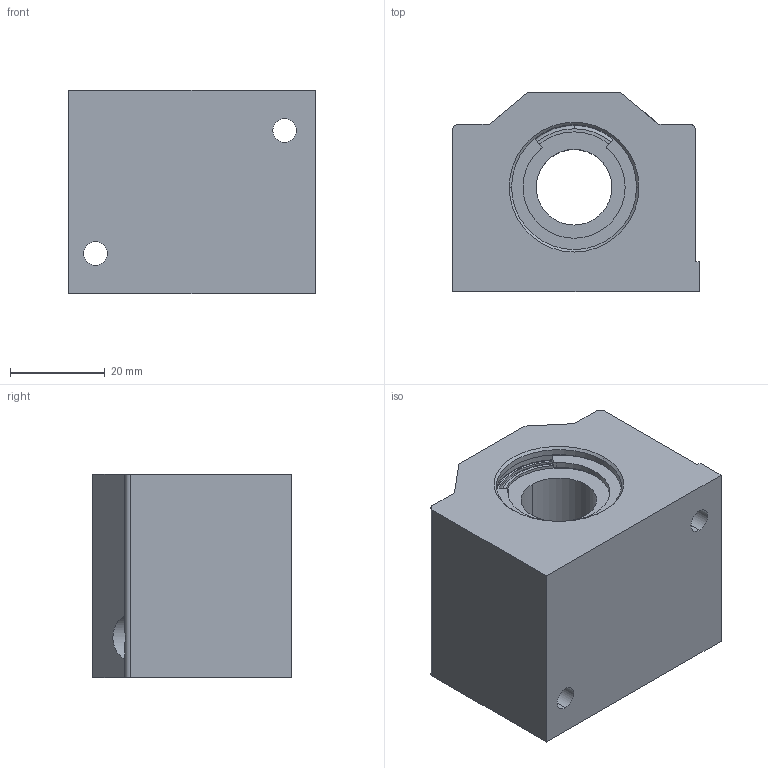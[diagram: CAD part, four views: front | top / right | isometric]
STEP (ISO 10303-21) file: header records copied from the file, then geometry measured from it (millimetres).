
FILE_DESCRIPTION (( 'STEP AP214' ), '1' );
FILE_NAME ('PillowBlock_9DB9A3D97F.step', '2022-01-15T10:15:12', ( 'localadmin' ), ( 'BOXX Technologies, Inc.' ), 'SwSTEP 2.0', 'SolidWorks 2019', '' );
FILE_SCHEMA (( 'AUTOMOTIVE_DESIGN' ));
Length unit declared in the file: inch
Products named in the file (3): ulkZ4VQG8h_CADModel_0; PillowBlock_9DB9A3D97F
Assembly tree (1 placements, depth 2):
  ulkZ4VQG8h_CADModel_0
  PillowBlock_9DB9A3D97F
    ulkZ4VQG8h_CADModel_0
Bounding box: 52.19 x 42.02 x 43 mm (x, y, z)
Volume: 71162.5 mm3; surface area: 22452.3 mm2
Topology: 4 solids, 4 shells, 118 faces, 274 edges, 172 vertices
Faces by surface type: cylinder 58, plane 36, cone 16, torus 8
Entity records: 5058 total; most frequent: DIRECTION 658, CARTESIAN_POINT 593, ORIENTED_EDGE 540, EDGE_CURVE 270, AXIS2_PLACEMENT_3D 269, VERTEX_POINT 172, CIRCLE 146, EDGE_LOOP 138
